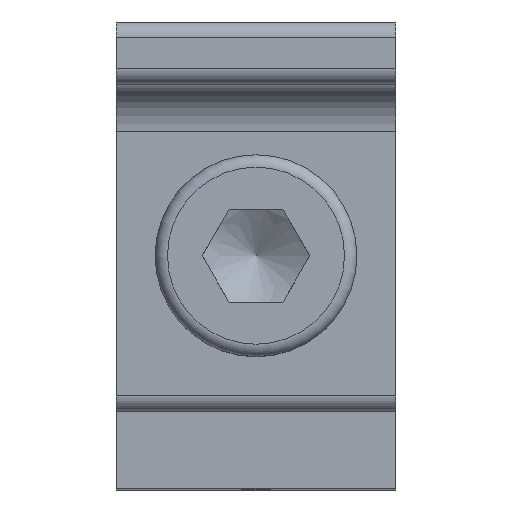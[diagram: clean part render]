
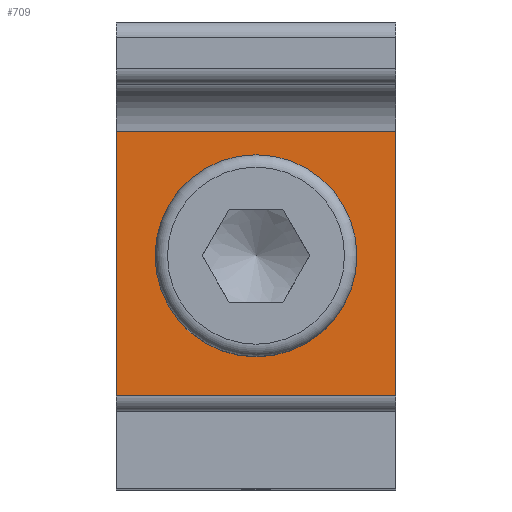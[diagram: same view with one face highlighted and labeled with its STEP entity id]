
A CAD part, top view. The second image highlights one B-rep face of the part: STEP entity #709.
In plain terms, the highlighted planar face has unit normal (0, 0, 1).
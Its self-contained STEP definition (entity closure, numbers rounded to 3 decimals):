
#633=CARTESIAN_POINT('',(-18.,23.0,4.0));
#634=VERTEX_POINT('',#633);
#642=CARTESIAN_POINT('',(0.,23.0,4.0));
#643=VERTEX_POINT('',#642);
#644=CARTESIAN_POINT('',(-18.,23.0,4.0));
#645=DIRECTION('',(1.0,0.0,0.0));
#646=VECTOR('',#645,18.0);
#647=LINE('',#644,#646);
#648=EDGE_CURVE('',#634,#643,#647,.T.);
#668=CARTESIAN_POINT('',(-18.0,5.0,4.));
#669=DIRECTION('',(0.0,0.0,1.0));
#670=DIRECTION('',(-1.0,0.0,0.0));
#671=AXIS2_PLACEMENT_3D('',#668,#669,#670);
#672=PLANE('',#671);
#673=ORIENTED_EDGE('',*,*,#648,.F.);
#674=CARTESIAN_POINT('',(-18.0,6.,4.));
#675=VERTEX_POINT('',#674);
#676=CARTESIAN_POINT('',(-18.0,6.,4.));
#677=DIRECTION('',(0.0,1.0,0.0));
#678=VECTOR('',#677,17.0);
#679=LINE('',#676,#678);
#680=EDGE_CURVE('',#675,#634,#679,.T.);
#681=ORIENTED_EDGE('',*,*,#680,.F.);
#682=CARTESIAN_POINT('',(0.0,6.,4.));
#683=VERTEX_POINT('',#682);
#684=CARTESIAN_POINT('',(0.0,6.,4.));
#685=DIRECTION('',(-1.0,0.0,0.0));
#686=VECTOR('',#685,18.0);
#687=LINE('',#684,#686);
#688=EDGE_CURVE('',#683,#675,#687,.T.);
#689=ORIENTED_EDGE('',*,*,#688,.F.);
#690=CARTESIAN_POINT('',(0.,6.,4.));
#691=DIRECTION('',(0.0,1.0,0.0));
#692=VECTOR('',#691,17.0);
#693=LINE('',#690,#692);
#694=EDGE_CURVE('',#683,#643,#693,.T.);
#695=ORIENTED_EDGE('',*,*,#694,.T.);
#696=EDGE_LOOP('',(#673,#681,#689,#695));
#697=FACE_OUTER_BOUND('',#696,.T.);
#698=CARTESIAN_POINT('',(-9.0,10.75,4.));
#699=VERTEX_POINT('',#698);
#700=CARTESIAN_POINT('',(-9.0,15.0,4.));
#701=DIRECTION('',(0.0,0.0,-1.0));
#702=DIRECTION('',(0.0,1.0,0.0));
#703=AXIS2_PLACEMENT_3D('',#700,#701,#702);
#704=CIRCLE('',#703,4.25);
#705=EDGE_CURVE('',#699,#699,#704,.T.);
#706=ORIENTED_EDGE('',*,*,#705,.T.);
#707=EDGE_LOOP('',(#706));
#708=FACE_BOUND('',#707,.T.);
#709=ADVANCED_FACE('',(#697,#708),#672,.T.);
